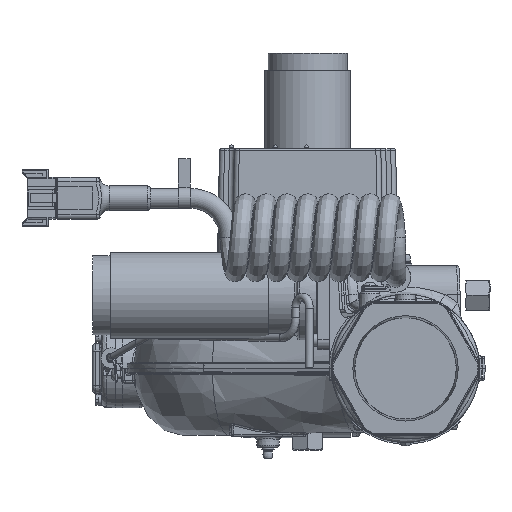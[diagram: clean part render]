
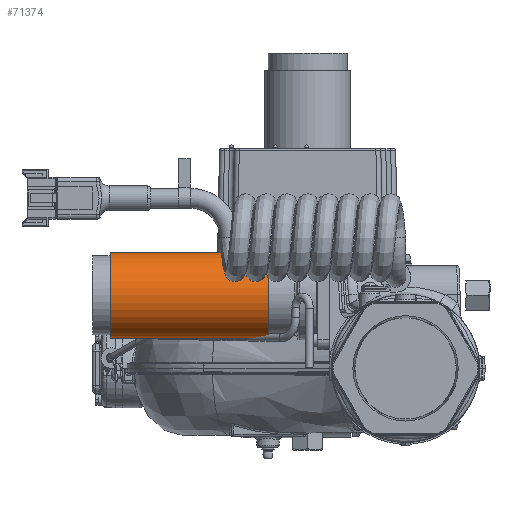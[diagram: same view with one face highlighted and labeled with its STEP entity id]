
A CAD part, front view. The second image highlights one B-rep face of the part: STEP entity #71374.
In plain terms, the highlighted cylindrical face has radius 27.546 mm (diameter 55.093 mm), a full revolution.
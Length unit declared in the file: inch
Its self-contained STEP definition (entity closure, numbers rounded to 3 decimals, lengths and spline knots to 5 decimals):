
#9136 = CARTESIAN_POINT ( 'NONE',  ( -3.457, -1.674, 1.8435 ) ) ;
#16705 = CARTESIAN_POINT ( 'NONE',  ( -3.457, -1.674, 2.928 ) ) ;
#31345 = CARTESIAN_POINT ( 'NONE',  ( -7.457, -1.674, 1.8435 ) ) ;
#33393 = DIRECTION ( 'NONE',  ( -1., 0., 0. ) ) ;
#34025 = FACE_OUTER_BOUND ( 'NONE', #66621, .T. ) ;
#42306 = ORIENTED_EDGE ( 'NONE', *, *, #80401, .F. ) ;
#44645 = DIRECTION ( 'NONE',  ( 0., 0., 1. ) ) ;
#44915 = VERTEX_POINT ( 'NONE', #16705 ) ;
#46764 = DIRECTION ( 'NONE',  ( 0., 0., 1. ) ) ;
#47391 = DIRECTION ( 'NONE',  ( -1., 0., 0. ) ) ;
#47511 = AXIS2_PLACEMENT_3D ( 'NONE', #31345, #88426, #80250 ) ;
#49254 = VERTEX_POINT ( 'NONE', #87500 ) ;
#54090 = CYLINDRICAL_SURFACE ( 'NONE', #90303, 1.0845 ) ;
#59460 = EDGE_LOOP ( 'NONE', ( #86581 ) ) ;
#59690 = EDGE_CURVE ( 'NONE', #44915, #44915, #82391, .T. ) ;
#64299 = AXIS2_PLACEMENT_3D ( 'NONE', #9136, #47391, #46764 ) ;
#66621 = EDGE_LOOP ( 'NONE', ( #42306 ) ) ;
#71374 = ADVANCED_FACE ( 'NONE', ( #81055, #34025 ), #54090, .T. ) ;
#80250 = DIRECTION ( 'NONE',  ( 0., 0., 1. ) ) ;
#80401 = EDGE_CURVE ( 'NONE', #49254, #49254, #119555, .T. ) ;
#81055 = FACE_OUTER_BOUND ( 'NONE', #59460, .T. ) ;
#82391 = CIRCLE ( 'NONE', #64299, 1.0845 ) ;
#86581 = ORIENTED_EDGE ( 'NONE', *, *, #59690, .T. ) ;
#87500 = CARTESIAN_POINT ( 'NONE',  ( -7.457, -1.674, 2.928 ) ) ;
#88426 = DIRECTION ( 'NONE',  ( -1., 0., 0. ) ) ;
#90303 = AXIS2_PLACEMENT_3D ( 'NONE', #92351, #33393, #44645 ) ;
#92351 = CARTESIAN_POINT ( 'NONE',  ( -3.07482, -1.674, 1.8435 ) ) ;
#119555 = CIRCLE ( 'NONE', #47511, 1.0845 ) ;
